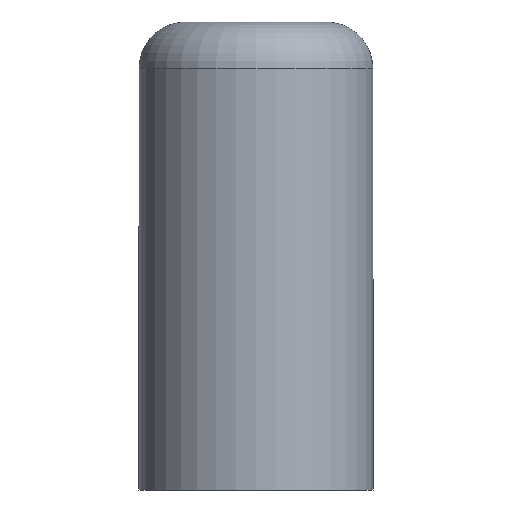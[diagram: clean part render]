
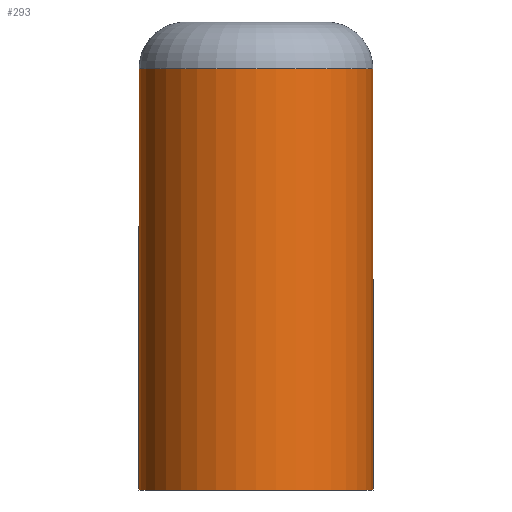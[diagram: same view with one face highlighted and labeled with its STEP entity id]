
A CAD part, front view. The second image highlights one B-rep face of the part: STEP entity #293.
In plain terms, the highlighted cylindrical face has radius 2500 mm (diameter 5000 mm), a partial arc.
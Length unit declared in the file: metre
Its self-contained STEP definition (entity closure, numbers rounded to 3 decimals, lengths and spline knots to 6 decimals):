
#15 = ORIENTED_EDGE ( 'NONE', *, *, #65, .F. ) ;
#17 = AXIS2_PLACEMENT_3D ( 'NONE', #282, #231, #339 ) ;
#19 = CIRCLE ( 'NONE', #226, 2.5 ) ;
#28 = CARTESIAN_POINT ( 'NONE',  ( 0., 0., -10. ) ) ;
#36 = DIRECTION ( 'NONE',  ( 0., 0., 1. ) ) ;
#48 = CARTESIAN_POINT ( 'NONE',  ( 2.5, 0., -1. ) ) ;
#65 = EDGE_CURVE ( 'NONE', #241, #157, #328, .T. ) ;
#125 = FACE_OUTER_BOUND ( 'NONE', #272, .T. ) ;
#133 = EDGE_CURVE ( 'NONE', #216, #157, #219, .T. ) ;
#139 = DIRECTION ( 'NONE',  ( 1., 0., 0. ) ) ;
#153 = EDGE_CURVE ( 'NONE', #320, #216, #19, .T. ) ;
#157 = VERTEX_POINT ( 'NONE', #48 ) ;
#163 = DIRECTION ( 'NONE',  ( 0., 0., 1. ) ) ;
#171 = CARTESIAN_POINT ( 'NONE',  ( 2.5, 0., -10. ) ) ;
#194 = CARTESIAN_POINT ( 'NONE',  ( 0., 0., -1. ) ) ;
#197 = DIRECTION ( 'NONE',  ( 0., 0., 1. ) ) ;
#210 = CARTESIAN_POINT ( 'NONE',  ( -2.5, 0., 1.084592 ) ) ;
#216 = VERTEX_POINT ( 'NONE', #171 ) ;
#219 = LINE ( 'NONE', #273, #238 ) ;
#220 = DIRECTION ( 'NONE',  ( 0., 0., 1. ) ) ;
#226 = AXIS2_PLACEMENT_3D ( 'NONE', #28, #163, #139 ) ;
#231 = DIRECTION ( 'NONE',  ( 0., 0., 1. ) ) ;
#238 = VECTOR ( 'NONE', #220, 1. ) ;
#241 = VERTEX_POINT ( 'NONE', #280 ) ;
#264 = ORIENTED_EDGE ( 'NONE', *, *, #323, .F. ) ;
#267 = AXIS2_PLACEMENT_3D ( 'NONE', #194, #197, #299 ) ;
#272 = EDGE_LOOP ( 'NONE', ( #264, #327, #324, #15 ) ) ;
#273 = CARTESIAN_POINT ( 'NONE',  ( 2.5, 0., 1.084592 ) ) ;
#280 = CARTESIAN_POINT ( 'NONE',  ( -2.5, 0., -1. ) ) ;
#282 = CARTESIAN_POINT ( 'NONE',  ( 0., 0., 1.084592 ) ) ;
#284 = LINE ( 'NONE', #210, #303 ) ;
#293 = ADVANCED_FACE ( 'NONE', ( #125 ), #341, .T. ) ;
#299 = DIRECTION ( 'NONE',  ( 1., 0., 0. ) ) ;
#303 = VECTOR ( 'NONE', #36, 1. ) ;
#314 = CARTESIAN_POINT ( 'NONE',  ( -2.5, 0., -10. ) ) ;
#320 = VERTEX_POINT ( 'NONE', #314 ) ;
#323 = EDGE_CURVE ( 'NONE', #320, #241, #284, .T. ) ;
#324 = ORIENTED_EDGE ( 'NONE', *, *, #133, .T. ) ;
#327 = ORIENTED_EDGE ( 'NONE', *, *, #153, .T. ) ;
#328 = CIRCLE ( 'NONE', #267, 2.5 ) ;
#339 = DIRECTION ( 'NONE',  ( 1., 0., 0. ) ) ;
#341 = CYLINDRICAL_SURFACE ( 'NONE', #17, 2.5 ) ;
